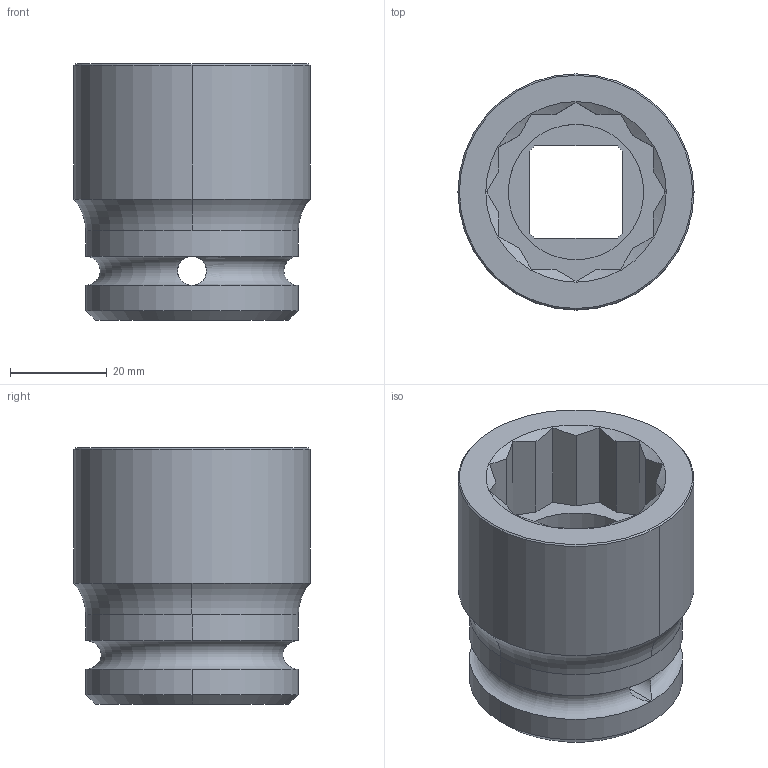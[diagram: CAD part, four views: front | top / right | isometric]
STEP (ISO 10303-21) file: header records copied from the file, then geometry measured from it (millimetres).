
FILE_DESCRIPTION((''),'2;1');
FILE_NAME('4027151532','2023-09-11T13:46:50',('a00565553'),(''),'CREO PARAMETRIC BY PTC INC, 2022414','CREO PARAMETRIC BY PTC INC, 2022414','');
FILE_SCHEMA(('CONFIG_CONTROL_DESIGN','GEOMETRIC_VALIDATION_PROPERTIES_MIM'));
Length unit declared in the file: millimetre
Products named in the file (1): 4027151532
Bounding box: 48.8 x 48.8 x 53 mm (x, y, z)
Volume: 55216.2 mm3; surface area: 15725 mm2
Topology: 1 solids, 1 shells, 66 faces, 168 edges, 104 vertices
Faces by surface type: plane 36, cylinder 16, cone 10, torus 4
Entity records: 2216 total; most frequent: CARTESIAN_POINT 534, ORIENTED_EDGE 336, DIRECTION 310, EDGE_CURVE 168, AXIS2_PLACEMENT_3D 112, VERTEX_POINT 104, VECTOR 86, LINE 86
